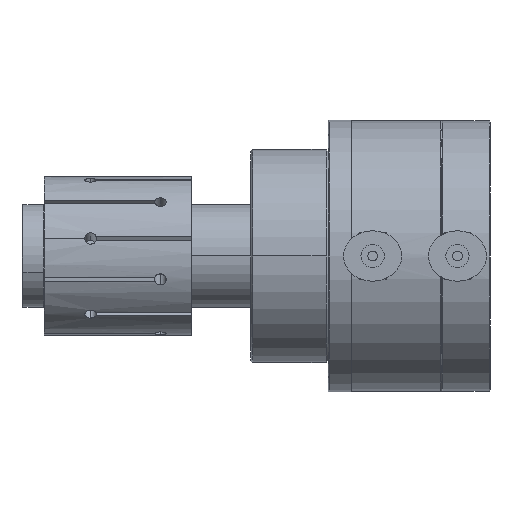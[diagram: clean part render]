
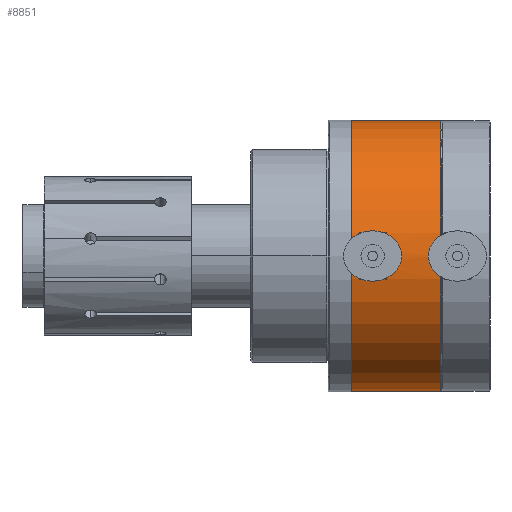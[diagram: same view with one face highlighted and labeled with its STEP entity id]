
A CAD part, front view. The second image highlights one B-rep face of the part: STEP entity #8851.
In plain terms, the highlighted cylindrical face has radius 34.9 mm (diameter 69.8 mm), a partial arc.
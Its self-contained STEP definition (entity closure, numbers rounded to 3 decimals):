
#738 = CARTESIAN_POINT ( 'NONE',  ( -54.605, -39.223, -1.403 ) ) ;
#1013 = CARTESIAN_POINT ( 'NONE',  ( -55.098, -39.251, -0.303 ) ) ;
#1086 = CIRCLE ( 'NONE', #2456, 34.9 ) ;
#1334 = CARTESIAN_POINT ( 'NONE',  ( -58.248, -4.351, 0. ) ) ;
#1472 = CARTESIAN_POINT ( 'NONE',  ( -50.992, -39.218, 1.519 ) ) ;
#2138 = LINE ( 'NONE', #19655, #15153 ) ;
#2353 = CARTESIAN_POINT ( 'NONE',  ( -58.248, -4.351, -34.9 ) ) ;
#2456 = AXIS2_PLACEMENT_3D ( 'NONE', #9642, #22907, #3277 ) ;
#2900 = CARTESIAN_POINT ( 'NONE',  ( -52.748, -39.176, -2.276 ) ) ;
#2987 = ORIENTED_EDGE ( 'NONE', *, *, #22242, .T. ) ;
#3044 = CARTESIAN_POINT ( 'NONE',  ( -53.053, -39.176, 2.276 ) ) ;
#3173 = CARTESIAN_POINT ( 'NONE',  ( -53.35, -39.18, -2.22 ) ) ;
#3277 = DIRECTION ( 'NONE',  ( 0., 0., 1. ) ) ;
#3316 = CARTESIAN_POINT ( 'NONE',  ( -54.605, -39.223, 1.403 ) ) ;
#3350 = CARTESIAN_POINT ( 'NONE',  ( -128.17, -4.351, 0. ) ) ;
#3409 = CARTESIAN_POINT ( 'NONE',  ( -52.748, -39.176, 2.276 ) ) ;
#3779 = FACE_OUTER_BOUND ( 'NONE', #6421, .T. ) ;
#3922 = CARTESIAN_POINT ( 'NONE',  ( -52.148, -39.18, 2.22 ) ) ;
#4202 = CARTESIAN_POINT ( 'NONE',  ( -51.72, -39.191, -2.048 ) ) ;
#4343 = CARTESIAN_POINT ( 'NONE',  ( -50.643, -39.236, -1.022 ) ) ;
#4388 = VERTEX_POINT ( 'NONE', #13279 ) ;
#4654 = EDGE_CURVE ( 'NONE', #19698, #4388, #1086, .T. ) ;
#4922 = CARTESIAN_POINT ( 'NONE',  ( -55.035, -39.247, -0.603 ) ) ;
#4994 = CIRCLE ( 'NONE', #20996, 34.9 ) ;
#5319 = EDGE_CURVE ( 'NONE', #14248, #14206, #28061, .T. ) ;
#5353 = CARTESIAN_POINT ( 'NONE',  ( -54.507, -39.218, 1.517 ) ) ;
#5575 = EDGE_LOOP ( 'NONE', ( #12963, #7956 ) ) ;
#5811 = CARTESIAN_POINT ( 'NONE',  ( -51.718, -39.19, 2.051 ) ) ;
#6377 = CARTESIAN_POINT ( 'NONE',  ( -50.721, -39.232, 1.153 ) ) ;
#6421 = EDGE_LOOP ( 'NONE', ( #14840, #21628, #2987, #19888 ) ) ;
#6523 = CARTESIAN_POINT ( 'NONE',  ( -52.446, -39.176, -2.276 ) ) ;
#6668 = CARTESIAN_POINT ( 'NONE',  ( -50.647, -39.236, 1.021 ) ) ;
#7245 = CARTESIAN_POINT ( 'NONE',  ( -53.911, -39.194, 1.979 ) ) ;
#7392 = CARTESIAN_POINT ( 'NONE',  ( -54.78, -39.232, -1.153 ) ) ;
#7648 = AXIS2_PLACEMENT_3D ( 'NONE', #3350, #12136, #9865 ) ;
#7680 = CARTESIAN_POINT ( 'NONE',  ( -54.286, -39.208, 1.727 ) ) ;
#7956 = ORIENTED_EDGE ( 'NONE', *, *, #5319, .T. ) ;
#8369 = CARTESIAN_POINT ( 'NONE',  ( -35.098, -4.351, -34.9 ) ) ;
#8669 = VERTEX_POINT ( 'NONE', #2353 ) ;
#8851 = ADVANCED_FACE ( 'NONE', ( #21126, #3779 ), #16840, .T. ) ;
#9095 = CARTESIAN_POINT ( 'NONE',  ( -128.17, -4.351, -34.9 ) ) ;
#9642 = CARTESIAN_POINT ( 'NONE',  ( -35.098, -4.351, 0. ) ) ;
#9865 = DIRECTION ( 'NONE',  ( 0., 0., 1. ) ) ;
#10283 = CARTESIAN_POINT ( 'NONE',  ( -50.894, -39.223, 1.405 ) ) ;
#10712 = CARTESIAN_POINT ( 'NONE',  ( -50.889, -39.223, -1.4 ) ) ;
#11261 = CARTESIAN_POINT ( 'NONE',  ( -50.46, -39.247, 0.603 ) ) ;
#11685 = CARTESIAN_POINT ( 'NONE',  ( -53.918, -39.194, -1.996 ) ) ;
#12005 = DIRECTION ( 'NONE',  ( -1., 0., 0. ) ) ;
#12136 = DIRECTION ( 'NONE',  ( -1., 0., 0. ) ) ;
#12699 = CARTESIAN_POINT ( 'NONE',  ( -51.33, -39.203, 1.821 ) ) ;
#12963 = ORIENTED_EDGE ( 'NONE', *, *, #25611, .T. ) ;
#12985 = CARTESIAN_POINT ( 'NONE',  ( -52.748, -39.176, -2.276 ) ) ;
#13116 = CARTESIAN_POINT ( 'NONE',  ( -51.791, -39.189, -2.08 ) ) ;
#13279 = CARTESIAN_POINT ( 'NONE',  ( -35.098, -4.351, 34.9 ) ) ;
#13681 = CARTESIAN_POINT ( 'NONE',  ( -53.977, -39.197, 1.942 ) ) ;
#13965 = CARTESIAN_POINT ( 'NONE',  ( -55.035, -39.247, 0.604 ) ) ;
#14206 = VERTEX_POINT ( 'NONE', #18627 ) ;
#14240 = CARTESIAN_POINT ( 'NONE',  ( -54.778, -39.232, 1.155 ) ) ;
#14248 = VERTEX_POINT ( 'NONE', #3409 ) ;
#14278 = CARTESIAN_POINT ( 'NONE',  ( -52.441, -39.176, 2.276 ) ) ;
#14840 = ORIENTED_EDGE ( 'NONE', *, *, #15656, .F. ) ;
#14963 = CARTESIAN_POINT ( 'NONE',  ( -50.398, -39.251, -0.151 ) ) ;
#15106 = CARTESIAN_POINT ( 'NONE',  ( -50.398, -39.251, 0.309 ) ) ;
#15153 = VECTOR ( 'NONE', #17654, 1000. ) ;
#15252 = CARTESIAN_POINT ( 'NONE',  ( -52.141, -39.18, -2.218 ) ) ;
#15394 = CARTESIAN_POINT ( 'NONE',  ( -50.716, -39.232, -1.154 ) ) ;
#15656 = EDGE_CURVE ( 'NONE', #19698, #8669, #18089, .T. ) ;
#15974 = CARTESIAN_POINT ( 'NONE',  ( -53.776, -39.191, 2.048 ) ) ;
#16257 = CARTESIAN_POINT ( 'NONE',  ( -52.748, -39.176, 2.276 ) ) ;
#16397 = CARTESIAN_POINT ( 'NONE',  ( -54.176, -39.203, -1.831 ) ) ;
#16840 = CYLINDRICAL_SURFACE ( 'NONE', #7648, 34.9 ) ;
#17412 = CARTESIAN_POINT ( 'NONE',  ( -50.614, -39.238, 0.956 ) ) ;
#17654 = DIRECTION ( 'NONE',  ( -1., 0., 0. ) ) ;
#17824 = CARTESIAN_POINT ( 'NONE',  ( -51.519, -39.197, -1.942 ) ) ;
#18089 = LINE ( 'NONE', #9095, #20784 ) ;
#18109 = CARTESIAN_POINT ( 'NONE',  ( -54.853, -39.236, 1.022 ) ) ;
#18627 = CARTESIAN_POINT ( 'NONE',  ( -52.748, -39.176, -2.276 ) ) ;
#18987 = CARTESIAN_POINT ( 'NONE',  ( -50.762, -39.229, 1.217 ) ) ;
#19655 = CARTESIAN_POINT ( 'NONE',  ( -128.17, -4.351, 34.9 ) ) ;
#19698 = VERTEX_POINT ( 'NONE', #8369 ) ;
#19888 = ORIENTED_EDGE ( 'NONE', *, *, #26439, .F. ) ;
#20261 = CARTESIAN_POINT ( 'NONE',  ( -54.507, -39.218, -1.516 ) ) ;
#20691 = CARTESIAN_POINT ( 'NONE',  ( -55.098, -39.251, 0.305 ) ) ;
#20784 = VECTOR ( 'NONE', #26526, 1000. ) ;
#20819 = CARTESIAN_POINT ( 'NONE',  ( -54.167, -39.203, 1.82 ) ) ;
#20996 = AXIS2_PLACEMENT_3D ( 'NONE', #1334, #12005, #24722 ) ;
#21126 = FACE_BOUND ( 'NONE', #5575, .T. ) ;
#21132 = CARTESIAN_POINT ( 'NONE',  ( -51.583, -39.194, 1.982 ) ) ;
#21399 = CARTESIAN_POINT ( 'NONE',  ( -51.21, -39.208, 1.727 ) ) ;
#21540 = CARTESIAN_POINT ( 'NONE',  ( -51.211, -39.208, -1.727 ) ) ;
#21628 = ORIENTED_EDGE ( 'NONE', *, *, #4654, .T. ) ;
#22242 = EDGE_CURVE ( 'NONE', #4388, #22378, #2138, .T. ) ;
#22378 = VERTEX_POINT ( 'NONE', #24934 ) ;
#22669 = CARTESIAN_POINT ( 'NONE',  ( -53.354, -39.18, 2.218 ) ) ;
#22686 = B_SPLINE_CURVE_WITH_KNOTS ( 'NONE', 3,
 ( #2900, #24825, #3173, #11685, #16397, #20261, #738, #7392, #26821, #4922, #1013, #20691, #13965, #18109, #14240, #3316, #5353, #7680, #20819, #13681, #7245, #15974, #27370, #22669, #3044, #16257 ),
 .UNSPECIFIED., .F., .F.,
 ( 4, 2, 2, 2, 2, 2, 2, 2, 2, 2, 2, 2, 4 ),
 ( 0., 0.125, 0.25, 0.312, 0.375, 0.5, 0.625, 0.687, 0.75, 0.812, 0.844, 0.875, 1. ),
 .UNSPECIFIED. ) ;
#22907 = DIRECTION ( 'NONE',  ( -1., 0., 0. ) ) ;
#23675 = CARTESIAN_POINT ( 'NONE',  ( -50.521, -39.243, -0.742 ) ) ;
#23819 = CARTESIAN_POINT ( 'NONE',  ( -50.475, -39.246, -0.596 ) ) ;
#23968 = CARTESIAN_POINT ( 'NONE',  ( -50.413, -39.25, -0.301 ) ) ;
#24119 = CARTESIAN_POINT ( 'NONE',  ( -51.585, -39.194, -1.979 ) ) ;
#24722 = DIRECTION ( 'NONE',  ( 0., 0., 1. ) ) ;
#24825 = CARTESIAN_POINT ( 'NONE',  ( -53.055, -39.176, -2.276 ) ) ;
#24934 = CARTESIAN_POINT ( 'NONE',  ( -58.248, -4.351, 34.9 ) ) ;
#25611 = EDGE_CURVE ( 'NONE', #14206, #14248, #22686, .T. ) ;
#26118 = CARTESIAN_POINT ( 'NONE',  ( -51.329, -39.203, -1.82 ) ) ;
#26439 = EDGE_CURVE ( 'NONE', #8669, #22378, #4994, .T. ) ;
#26526 = DIRECTION ( 'NONE',  ( -1., 0., 0. ) ) ;
#26821 = CARTESIAN_POINT ( 'NONE',  ( -54.854, -39.236, -1.02 ) ) ;
#27370 = CARTESIAN_POINT ( 'NONE',  ( -53.705, -39.189, 2.08 ) ) ;
#27541 = CARTESIAN_POINT ( 'NONE',  ( -52.748, -39.176, 2.276 ) ) ;
#28061 = B_SPLINE_CURVE_WITH_KNOTS ( 'NONE', 3,
 ( #27541, #14278, #3922, #5811, #21132, #12699, #21399, #1472, #10283, #18987, #6377, #6668, #17412, #11261, #15106, #14963, #23968, #23819, #23675, #4343, #15394, #10712, #28260, #21540, #26118, #17824, #24119, #4202, #13116, #15252, #6523, #12985 ),
 .UNSPECIFIED., .F., .F.,
 ( 4, 2, 2, 2, 2, 2, 2, 2, 2, 2, 2, 2, 2, 2, 2, 4 ),
 ( 0., 0.125, 0.188, 0.25, 0.313, 0.344, 0.375, 0.5, 0.563, 0.625, 0.688, 0.75, 0.813, 0.844, 0.875, 1. ),
 .UNSPECIFIED. ) ;
#28260 = CARTESIAN_POINT ( 'NONE',  ( -50.99, -39.218, -1.517 ) ) ;
